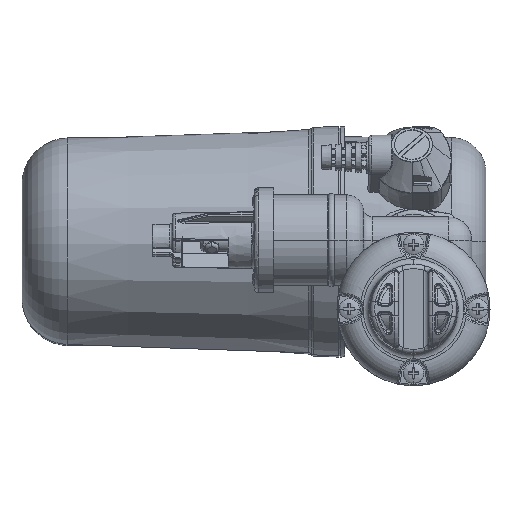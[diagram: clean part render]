
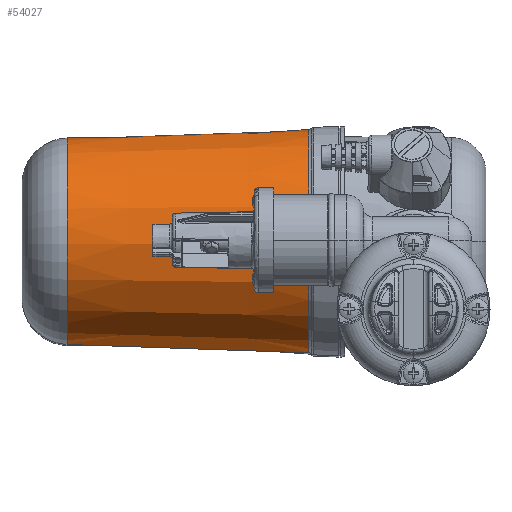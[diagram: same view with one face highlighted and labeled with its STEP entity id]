
A CAD part, top view. The second image highlights one B-rep face of the part: STEP entity #54027.
In plain terms, the highlighted conical face has half-angle 2 degrees and reference radius 35.559 mm.
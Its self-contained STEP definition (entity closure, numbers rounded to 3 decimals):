
#3695 = AXIS2_PLACEMENT_3D ( 'NONE', #45963, #45964, #45965 ) ;
#4556 = LINE ( 'NONE', #42835, #4559 ) ;
#4559 = VECTOR ( 'NONE', #42836, 1000. ) ;
#4572 = CIRCLE ( 'NONE', #16660, 38.446 ) ;
#4952 = CARTESIAN_POINT ( 'NONE',  ( -33.293, 54.574, -29.679 ) ) ;
#5357 = ORIENTED_EDGE ( 'NONE', *, *, #33395, .F. ) ;
#6144 = ORIENTED_EDGE ( 'NONE', *, *, #32114, .T. ) ;
#6391 = ORIENTED_EDGE ( 'NONE', *, *, #32130, .F. ) ;
#7037 = ORIENTED_EDGE ( 'NONE', *, *, #38235, .T. ) ;
#7882 = VERTEX_POINT ( 'NONE', #56554 ) ;
#8336 = VERTEX_POINT ( 'NONE', #4952 ) ;
#8636 = DIRECTION ( 'NONE',  ( 0.999, 0.035, -0.005 ) ) ;
#8641 = CARTESIAN_POINT ( 'NONE',  ( -115.972, 51.719, -29.253 ) ) ;
#13996 = CIRCLE ( 'NONE', #3695, 35.559 ) ;
#16660 = AXIS2_PLACEMENT_3D ( 'NONE', #42922, #42923, #42924 ) ;
#20427 = VERTEX_POINT ( 'NONE', #40022 ) ;
#20429 = VERTEX_POINT ( 'NONE', #40360 ) ;
#31422 = EDGE_LOOP ( 'NONE', ( #5357, #7037, #6144, #6391 ) ) ;
#32114 = EDGE_CURVE ( 'NONE', #20427, #7882, #4556, .T. ) ;
#32130 = EDGE_CURVE ( 'NONE', #8336, #7882, #4572, .T. ) ;
#33395 = EDGE_CURVE ( 'NONE', #20429, #8336, #44895, .T. ) ;
#38235 = EDGE_CURVE ( 'NONE', #20429, #20427, #13996, .T. ) ;
#40022 = CARTESIAN_POINT ( 'NONE',  ( -115.972, -18.619, -18.747 ) ) ;
#40360 = CARTESIAN_POINT ( 'NONE',  ( -115.972, 51.719, -29.253 ) ) ;
#41381 = AXIS2_PLACEMENT_3D ( 'NONE', #55301, #55271, #55270 ) ;
#42835 = CARTESIAN_POINT ( 'NONE',  ( -115.972, -18.619, -18.747 ) ) ;
#42836 = DIRECTION ( 'NONE',  ( 0.999, -0.035, 0.005 ) ) ;
#42922 = CARTESIAN_POINT ( 'NONE',  ( -33.293, 16.55, -24. ) ) ;
#42923 = DIRECTION ( 'NONE',  ( 1., 0., 0. ) ) ;
#42924 = DIRECTION ( 'NONE',  ( 0., -0.989, 0.148 ) ) ;
#44895 = LINE ( 'NONE', #8641, #44899 ) ;
#44899 = VECTOR ( 'NONE', #8636, 1000. ) ;
#45963 = CARTESIAN_POINT ( 'NONE',  ( -115.972, 16.55, -24. ) ) ;
#45964 = DIRECTION ( 'NONE',  ( 1., 0., 0. ) ) ;
#45965 = DIRECTION ( 'NONE',  ( 0., -0.989, 0.148 ) ) ;
#54027 = ADVANCED_FACE ( 'NONE', ( #57046 ), #57049, .T. ) ;
#55270 = DIRECTION ( 'NONE',  ( 0., -0.989, 0.148 ) ) ;
#55271 = DIRECTION ( 'NONE',  ( 1., 0., 0. ) ) ;
#55301 = CARTESIAN_POINT ( 'NONE',  ( -115.972, 16.55, -24. ) ) ;
#56554 = CARTESIAN_POINT ( 'NONE',  ( -33.293, -21.474, -18.321 ) ) ;
#57046 = FACE_OUTER_BOUND ( 'NONE', #31422, .T. ) ;
#57049 = CONICAL_SURFACE ( 'NONE', #41381, 35.559, 0.035 ) ;
